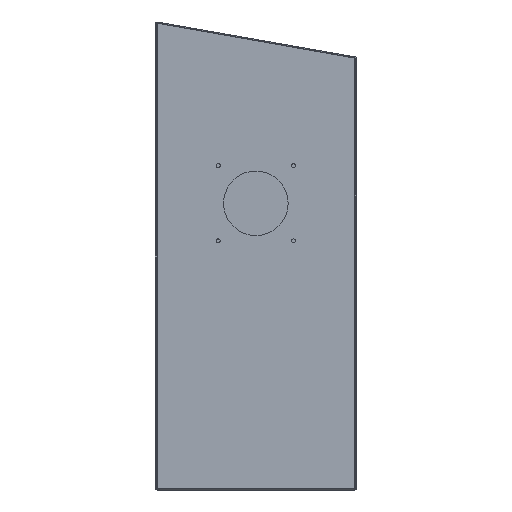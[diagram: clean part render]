
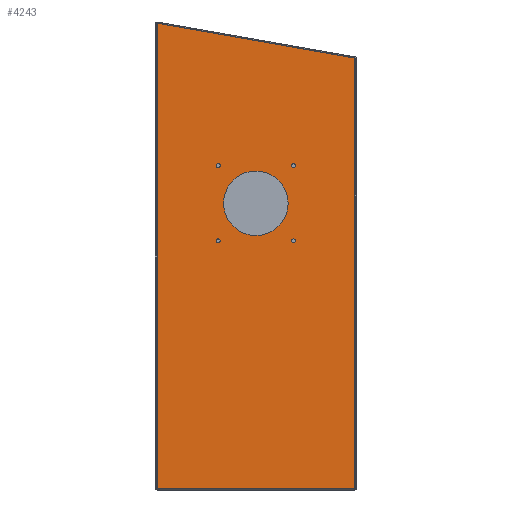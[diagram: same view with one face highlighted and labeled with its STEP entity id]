
A CAD part, left-side view. The second image highlights one B-rep face of the part: STEP entity #4243.
In plain terms, the highlighted planar face has unit normal (-1, 0, 0).
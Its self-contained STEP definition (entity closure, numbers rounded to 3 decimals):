
#1974=CARTESIAN_POINT('',(-585.,-52.5,343.25));
#1975=VERTEX_POINT('',#1974);
#1982=CARTESIAN_POINT('',(-585.,-52.5,348.75));
#1983=VERTEX_POINT('',#1982);
#1984=CARTESIAN_POINT('',(-585.,-52.5,346.));
#1985=DIRECTION('',(-1.0,0.0,0.0));
#1986=DIRECTION('',(0.0,0.0,1.0));
#1987=AXIS2_PLACEMENT_3D('',#1984,#1985,#1986);
#1988=CIRCLE('',#1987,2.75);
#1989=EDGE_CURVE('',#1975,#1983,#1988,.T.);
#2016=CARTESIAN_POINT('',(-585.,-52.5,448.25));
#2017=VERTEX_POINT('',#2016);
#2024=CARTESIAN_POINT('',(-585.,-52.5,453.75));
#2025=VERTEX_POINT('',#2024);
#2026=CARTESIAN_POINT('',(-585.,-52.5,451.));
#2027=DIRECTION('',(-1.0,0.0,0.0));
#2028=DIRECTION('',(0.0,0.0,1.0));
#2029=AXIS2_PLACEMENT_3D('',#2026,#2027,#2028);
#2030=CIRCLE('',#2029,2.75);
#2031=EDGE_CURVE('',#2017,#2025,#2030,.T.);
#2058=CARTESIAN_POINT('',(-585.,52.5,448.25));
#2059=VERTEX_POINT('',#2058);
#2066=CARTESIAN_POINT('',(-585.,52.5,453.75));
#2067=VERTEX_POINT('',#2066);
#2068=CARTESIAN_POINT('',(-585.,52.5,451.));
#2069=DIRECTION('',(-1.0,0.0,0.0));
#2070=DIRECTION('',(0.0,0.0,1.0));
#2071=AXIS2_PLACEMENT_3D('',#2068,#2069,#2070);
#2072=CIRCLE('',#2071,2.75);
#2073=EDGE_CURVE('',#2059,#2067,#2072,.T.);
#2100=CARTESIAN_POINT('',(-585.,52.5,343.25));
#2101=VERTEX_POINT('',#2100);
#2108=CARTESIAN_POINT('',(-585.,52.5,348.75));
#2109=VERTEX_POINT('',#2108);
#2110=CARTESIAN_POINT('',(-585.,52.5,346.));
#2111=DIRECTION('',(-1.0,0.0,0.0));
#2112=DIRECTION('',(0.0,0.0,1.0));
#2113=AXIS2_PLACEMENT_3D('',#2110,#2111,#2112);
#2114=CIRCLE('',#2113,2.75);
#2115=EDGE_CURVE('',#2101,#2109,#2114,.T.);
#2142=CARTESIAN_POINT('',(-585.,0.,353.5));
#2143=VERTEX_POINT('',#2142);
#2150=CARTESIAN_POINT('',(-585.,0.,443.5));
#2151=VERTEX_POINT('',#2150);
#2152=CARTESIAN_POINT('',(-585.,0.,398.5));
#2153=DIRECTION('',(-1.0,0.0,0.0));
#2154=DIRECTION('',(0.0,0.0,1.0));
#2155=AXIS2_PLACEMENT_3D('',#2152,#2153,#2154);
#2156=CIRCLE('',#2155,45.);
#2157=EDGE_CURVE('',#2143,#2151,#2156,.T.);
#4035=CARTESIAN_POINT('',(-585.0,137.793,0.737));
#4036=VERTEX_POINT('',#4035);
#4076=CARTESIAN_POINT('',(-585.0,-137.763,0.737));
#4077=VERTEX_POINT('',#4076);
#4112=CARTESIAN_POINT('',(-585.0,-137.763,0.737));
#4113=DIRECTION('',(0.0,1.0,0.0));
#4114=VECTOR('',#4113,275.556);
#4115=LINE('',#4112,#4114);
#4116=EDGE_CURVE('',#4077,#4036,#4115,.T.);
#4144=CARTESIAN_POINT('',(-585.,137.793,649.611));
#4145=VERTEX_POINT('',#4144);
#4146=CARTESIAN_POINT('',(-585.0,137.793,0.737));
#4147=DIRECTION('',(0.0,0.0,1.0));
#4148=VECTOR('',#4147,648.874);
#4149=LINE('',#4146,#4148);
#4150=EDGE_CURVE('',#4036,#4145,#4149,.T.);
#4170=CARTESIAN_POINT('',(-585.0,-151.541,682.055));
#4171=DIRECTION('',(1.0,0.0,0.0));
#4172=DIRECTION('',(0.0,0.0,-1.0));
#4173=AXIS2_PLACEMENT_3D('',#4170,#4171,#4172);
#4174=PLANE('',#4173);
#4175=ORIENTED_EDGE('',*,*,#4150,.F.);
#4176=ORIENTED_EDGE('',*,*,#4116,.F.);
#4177=CARTESIAN_POINT('',(-585.,-137.763,601.023));
#4178=VERTEX_POINT('',#4177);
#4179=CARTESIAN_POINT('',(-585.0,-137.763,0.737));
#4180=DIRECTION('',(0.0,0.0,1.0));
#4181=VECTOR('',#4180,600.286);
#4182=LINE('',#4179,#4181);
#4183=EDGE_CURVE('',#4077,#4178,#4182,.T.);
#4184=ORIENTED_EDGE('',*,*,#4183,.T.);
#4185=CARTESIAN_POINT('',(-585.,-137.763,601.023));
#4186=DIRECTION('',(0.,0.985,0.174));
#4187=VECTOR('',#4186,279.807);
#4188=LINE('',#4185,#4187);
#4189=EDGE_CURVE('',#4178,#4145,#4188,.T.);
#4190=ORIENTED_EDGE('',*,*,#4189,.T.);
#4191=EDGE_LOOP('',(#4175,#4176,#4184,#4190));
#4192=FACE_OUTER_BOUND('',#4191,.T.);
#4193=CARTESIAN_POINT('',(-585.,-52.5,451.));
#4194=DIRECTION('',(-1.0,0.0,0.0));
#4195=DIRECTION('',(0.0,0.0,1.0));
#4196=AXIS2_PLACEMENT_3D('',#4193,#4194,#4195);
#4197=CIRCLE('',#4196,2.75);
#4198=EDGE_CURVE('',#2025,#2017,#4197,.T.);
#4199=ORIENTED_EDGE('',*,*,#4198,.F.);
#4200=ORIENTED_EDGE('',*,*,#2031,.F.);
#4201=EDGE_LOOP('',(#4199,#4200));
#4202=FACE_BOUND('',#4201,.T.);
#4203=CARTESIAN_POINT('',(-585.,52.5,451.));
#4204=DIRECTION('',(-1.0,0.0,0.0));
#4205=DIRECTION('',(0.0,0.0,1.0));
#4206=AXIS2_PLACEMENT_3D('',#4203,#4204,#4205);
#4207=CIRCLE('',#4206,2.75);
#4208=EDGE_CURVE('',#2067,#2059,#4207,.T.);
#4209=ORIENTED_EDGE('',*,*,#4208,.F.);
#4210=ORIENTED_EDGE('',*,*,#2073,.F.);
#4211=EDGE_LOOP('',(#4209,#4210));
#4212=FACE_BOUND('',#4211,.T.);
#4213=CARTESIAN_POINT('',(-585.,52.5,346.));
#4214=DIRECTION('',(-1.0,0.0,0.0));
#4215=DIRECTION('',(0.0,0.0,1.0));
#4216=AXIS2_PLACEMENT_3D('',#4213,#4214,#4215);
#4217=CIRCLE('',#4216,2.75);
#4218=EDGE_CURVE('',#2109,#2101,#4217,.T.);
#4219=ORIENTED_EDGE('',*,*,#4218,.F.);
#4220=ORIENTED_EDGE('',*,*,#2115,.F.);
#4221=EDGE_LOOP('',(#4219,#4220));
#4222=FACE_BOUND('',#4221,.T.);
#4223=CARTESIAN_POINT('',(-585.,0.,398.5));
#4224=DIRECTION('',(-1.0,0.0,0.0));
#4225=DIRECTION('',(0.0,0.0,1.0));
#4226=AXIS2_PLACEMENT_3D('',#4223,#4224,#4225);
#4227=CIRCLE('',#4226,45.);
#4228=EDGE_CURVE('',#2151,#2143,#4227,.T.);
#4229=ORIENTED_EDGE('',*,*,#4228,.F.);
#4230=ORIENTED_EDGE('',*,*,#2157,.F.);
#4231=EDGE_LOOP('',(#4229,#4230));
#4232=FACE_BOUND('',#4231,.T.);
#4233=CARTESIAN_POINT('',(-585.,-52.5,346.));
#4234=DIRECTION('',(-1.0,0.0,0.0));
#4235=DIRECTION('',(0.0,0.0,1.0));
#4236=AXIS2_PLACEMENT_3D('',#4233,#4234,#4235);
#4237=CIRCLE('',#4236,2.75);
#4238=EDGE_CURVE('',#1983,#1975,#4237,.T.);
#4239=ORIENTED_EDGE('',*,*,#4238,.F.);
#4240=ORIENTED_EDGE('',*,*,#1989,.F.);
#4241=EDGE_LOOP('',(#4239,#4240));
#4242=FACE_BOUND('',#4241,.T.);
#4243=ADVANCED_FACE('',(#4192,#4202,#4212,#4222,#4232,#4242),#4174,.F.);
